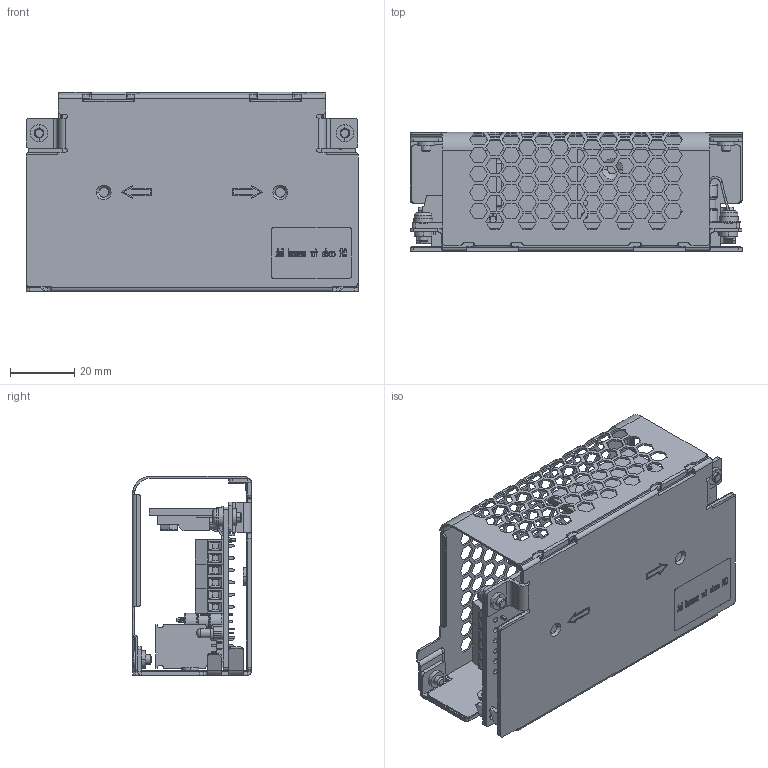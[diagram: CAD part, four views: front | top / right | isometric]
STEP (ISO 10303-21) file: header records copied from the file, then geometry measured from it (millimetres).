
FILE_DESCRIPTION (( 'STEP AP214' ), '1' );
FILE_NAME ('PSFA12-060-U.STEP', '2021-05-13T16:39:55', ( '' ), ( '' ), 'SwSTEP 2.0', 'SolidWorks 2021', '' );
FILE_SCHEMA (( 'AUTOMOTIVE_DESIGN' ));
Length unit declared in the file: inch
Products named in the file (1): PSFA12-060-U
Bounding box: 103.4 x 37.05 x 62.05 mm (x, y, z)
Volume: 32219 mm3; surface area: 72743.9 mm2
Topology: 26 solids, 27 shells, 3381 faces, 9330 edges, 6057 vertices
Faces by surface type: plane 2565, cylinder 497, bspline 222, cone 54, torus 27, sphere 16
Full cylindrical faces by diameter (mm): 2.921 x1, 3 x2, 5.2 x2, 5.5 x1, 6 x2
Entity records: 155968 total; most frequent: CARTESIAN_POINT 26785, ORIENTED_EDGE 18604, DIRECTION 16025, EDGE_CURVE 9302, VECTOR 7593, LINE 7593, VERTEX_POINT 6048, AXIS2_PLACEMENT_3D 4216
